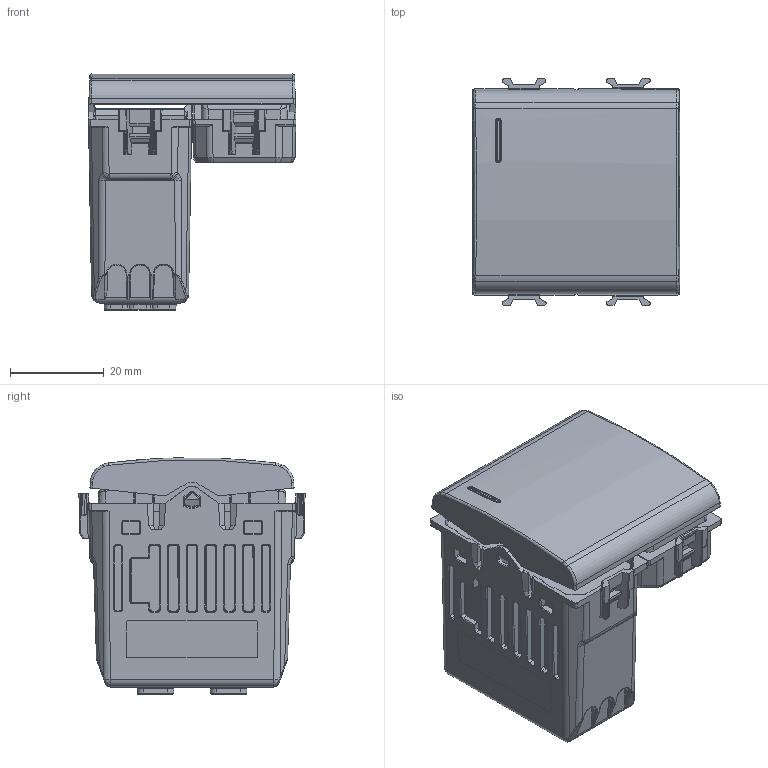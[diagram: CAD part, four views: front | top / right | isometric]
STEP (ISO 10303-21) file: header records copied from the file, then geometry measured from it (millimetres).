
FILE_DESCRIPTION(('CATIA V5 STEP Exchange','CAx-IF Rec.Pracs.--- Model Styling and Organization---1.4--- 2014-01-23'),'2;1');
FILE_NAME('GW10573A.stp','2024-02-06T11:21:11+00:00',('none'),('none'),'CATIA Version 5-6 Release 2019 SP6','CATIA V5 STEP AP214 v1','none');
FILE_SCHEMA(('AUTOMOTIVE_DESIGN { 1 0 10303 214 1 1 1 1 }'));
Products named in the file (1): GW10573A
Bounding box: 44.27 x 48.25 x 50.36 mm (x, y, z)
Volume: 47377.4 mm3; surface area: 19177.6 mm2
Topology: 3 solids, 6 shells, 1752 faces, 4443 edges, 2670 vertices
Faces by surface type: plane 635, cylinder 582, bspline 314, torus 100, cone 72, sphere 42, extrusion 7
Entity records: 66942 total; most frequent: CARTESIAN_POINT 29342, ORIENTED_EDGE 8766, DIRECTION 4959, EDGE_CURVE 4383, VERTEX_POINT 2670, VECTOR 1939, LINE 1932, AXIS2_PLACEMENT_3D 1850
